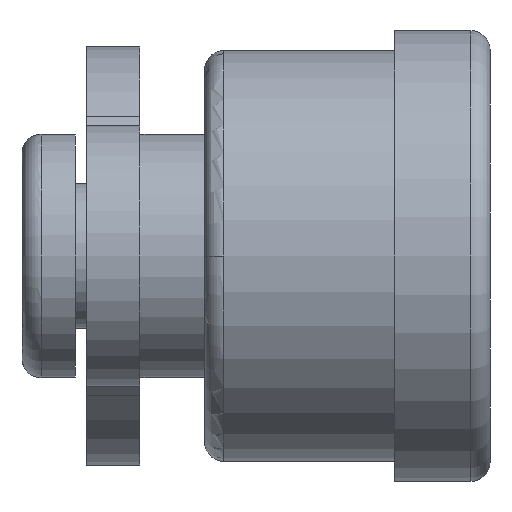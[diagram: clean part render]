
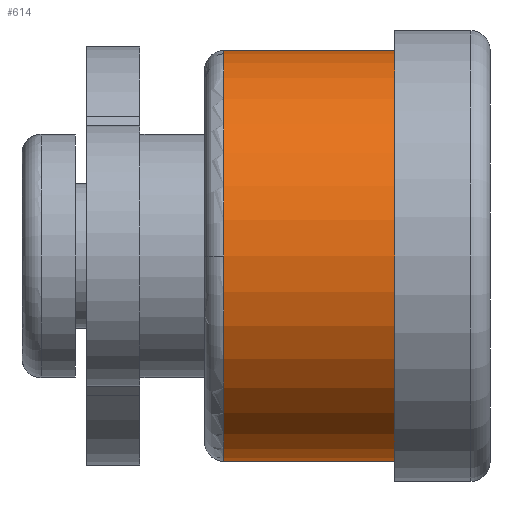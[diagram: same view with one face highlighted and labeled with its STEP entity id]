
A CAD part, left-side view. The second image highlights one B-rep face of the part: STEP entity #614.
In plain terms, the highlighted cylindrical face has radius 5.4 mm (diameter 10.8 mm), a partial arc.
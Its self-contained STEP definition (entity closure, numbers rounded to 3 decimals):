
#15 = ORIENTED_EDGE ( 'NONE', *, *, #926, .T. ) ;
#23 = VERTEX_POINT ( 'NONE', #1362 ) ;
#29 = EDGE_CURVE ( 'NONE', #1076, #1293, #1183, .T. ) ;
#57 = LINE ( 'NONE', #644, #1561 ) ;
#60 = AXIS2_PLACEMENT_3D ( 'NONE', #814, #808, #794 ) ;
#78 = AXIS2_PLACEMENT_3D ( 'NONE', #1562, #1571, #1572 ) ;
#103 = EDGE_CURVE ( 'NONE', #23, #1535, #206, .T. ) ;
#105 = LINE ( 'NONE', #871, #196 ) ;
#131 = VERTEX_POINT ( 'NONE', #1330 ) ;
#171 = ORIENTED_EDGE ( 'NONE', *, *, #103, .F. ) ;
#196 = VECTOR ( 'NONE', #889, 1000. ) ;
#206 = CIRCLE ( 'NONE', #78, 5.4 ) ;
#286 = DIRECTION ( 'NONE',  ( 0., 0., 1. ) ) ;
#437 = ORIENTED_EDGE ( 'NONE', *, *, #1052, .F. ) ;
#467 = CIRCLE ( 'NONE', #1557, 5.4 ) ;
#510 = EDGE_LOOP ( 'NONE', ( #437, #1553, #15, #171, #1319 ) ) ;
#614 = ADVANCED_FACE ( 'NONE', ( #942 ), #1532, .T. ) ;
#634 = DIRECTION ( 'NONE',  ( 0., 1., 0. ) ) ;
#644 = CARTESIAN_POINT ( 'NONE',  ( 0., 0., 5.4 ) ) ;
#719 = DIRECTION ( 'NONE',  ( 0., 1., 0. ) ) ;
#794 = DIRECTION ( 'NONE',  ( 0., 0., 1. ) ) ;
#808 = DIRECTION ( 'NONE',  ( 0., 1., 0. ) ) ;
#811 = AXIS2_PLACEMENT_3D ( 'NONE', #1258, #719, #286 ) ;
#814 = CARTESIAN_POINT ( 'NONE',  ( 0., -9.8, 0. ) ) ;
#871 = CARTESIAN_POINT ( 'NONE',  ( 0., 0., -5.4 ) ) ;
#889 = DIRECTION ( 'NONE',  ( 0., 1., 0. ) ) ;
#907 = CARTESIAN_POINT ( 'NONE',  ( 0., -9.8, -5.4 ) ) ;
#926 = EDGE_CURVE ( 'NONE', #1293, #1535, #57, .T. ) ;
#942 = FACE_OUTER_BOUND ( 'NONE', #510, .T. ) ;
#1028 = CARTESIAN_POINT ( 'NONE',  ( 0., -9.8, 5.4 ) ) ;
#1052 = EDGE_CURVE ( 'NONE', #1076, #131, #105, .T. ) ;
#1064 = CARTESIAN_POINT ( 'NONE',  ( 0., -5.3, 0. ) ) ;
#1065 = DIRECTION ( 'NONE',  ( 0., 1., 0. ) ) ;
#1068 = DIRECTION ( 'NONE',  ( 0., 0., 1. ) ) ;
#1076 = VERTEX_POINT ( 'NONE', #907 ) ;
#1183 = CIRCLE ( 'NONE', #60, 5.4 ) ;
#1258 = CARTESIAN_POINT ( 'NONE',  ( 0., 0., 0. ) ) ;
#1293 = VERTEX_POINT ( 'NONE', #1028 ) ;
#1299 = EDGE_CURVE ( 'NONE', #131, #23, #467, .T. ) ;
#1319 = ORIENTED_EDGE ( 'NONE', *, *, #1299, .F. ) ;
#1330 = CARTESIAN_POINT ( 'NONE',  ( 0., -5.3, -5.4 ) ) ;
#1362 = CARTESIAN_POINT ( 'NONE',  ( -5.4, -5.3, 0. ) ) ;
#1374 = CARTESIAN_POINT ( 'NONE',  ( 0., -5.3, 5.4 ) ) ;
#1532 = CYLINDRICAL_SURFACE ( 'NONE', #811, 5.4 ) ;
#1535 = VERTEX_POINT ( 'NONE', #1374 ) ;
#1553 = ORIENTED_EDGE ( 'NONE', *, *, #29, .T. ) ;
#1557 = AXIS2_PLACEMENT_3D ( 'NONE', #1064, #1065, #1068 ) ;
#1561 = VECTOR ( 'NONE', #634, 1000. ) ;
#1562 = CARTESIAN_POINT ( 'NONE',  ( 0., -5.3, 0. ) ) ;
#1571 = DIRECTION ( 'NONE',  ( 0., 1., 0. ) ) ;
#1572 = DIRECTION ( 'NONE',  ( 0., 0., 1. ) ) ;
